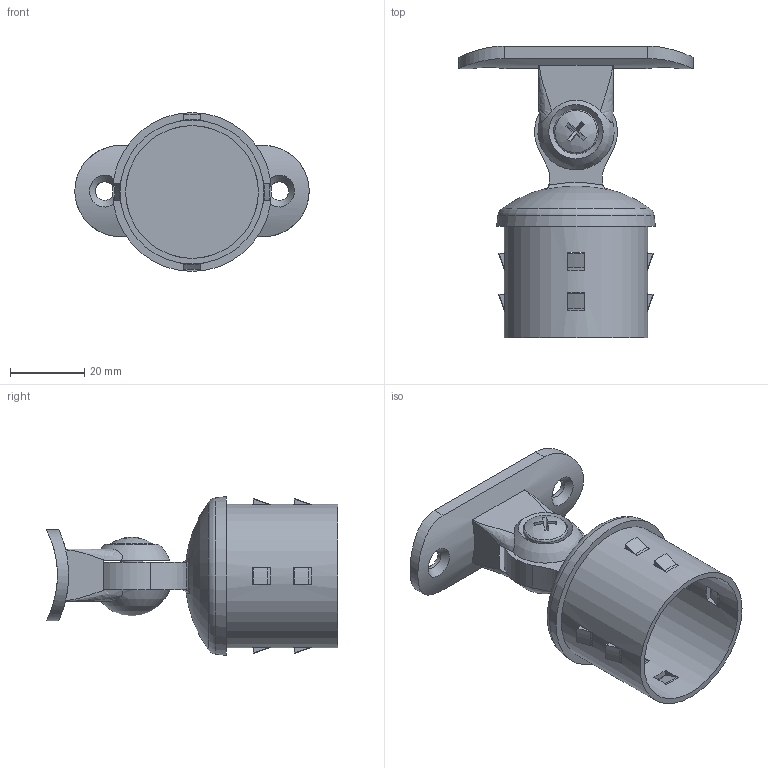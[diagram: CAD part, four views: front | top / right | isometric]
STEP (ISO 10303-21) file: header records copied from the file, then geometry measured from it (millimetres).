
FILE_DESCRIPTION(('STEP AP214'), '1');
FILE_NAME('àðò. KRT212', '2014-10-13T14:25:58', ('UNSPECIFIED'), ('UNSPECIFIED'), 'ASCON STEP Converter 1.3', 'ASCON Math Kernel', '');
FILE_SCHEMA(('AUTOMOTIVE_DESIGN { 1 0 10303 214 3 1 1}'));
Length unit declared in the file: millimetre
Products named in the file (4): àðò. KRT212; àðò. KRT251; àðò. KRT213.002; pan cross head_am_B18.6.7M - M6 x 1.0 x 10 Type I Cross Recessed PHMS --10N
Assembly tree (3 placements, depth 2):
  àðò. KRT212
    àðò. KRT251
    àðò. KRT213.002
    pan cross head_am_B18.6.7M - M6 x 1.0 x 10 Type I Cross Recessed PHMS --10N
Bounding box: 63 x 78.38 x 42.7 mm (x, y, z)
Volume: 27065.6 mm3; surface area: 18418.7 mm2
Topology: 3 solids, 3 shells, 145 faces, 396 edges, 255 vertices
Faces by surface type: plane 80, bspline 42, cylinder 13, torus 3, sphere 3, extrusion 2, cone 2
Full cylindrical faces by diameter (mm): 5 x2, 6 x2, 7 x1, 12 x1, 35.7 x1, 38.7 x1
Entity records: 11351 total; most frequent: CARTESIAN_POINT 6737, ORIENTED_EDGE 746, DIRECTION 506, EDGE_CURVE 373, VERTEX_POINT 253, EDGE_LOOP 190, VECTOR 176, LINE 174
